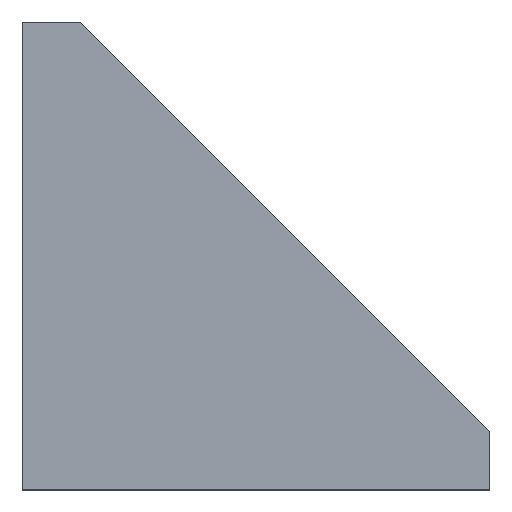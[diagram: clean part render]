
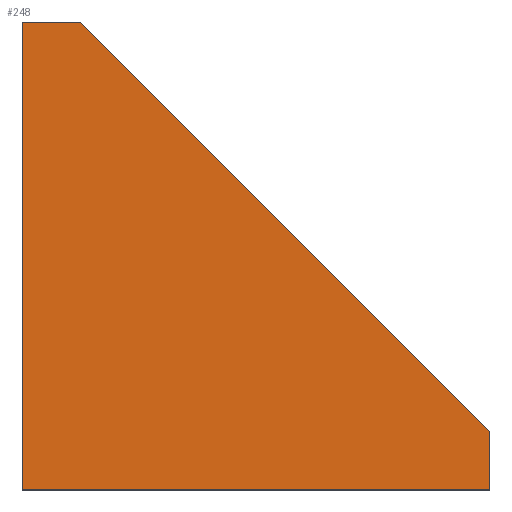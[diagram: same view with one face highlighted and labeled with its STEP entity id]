
A CAD part, top view. The second image highlights one B-rep face of the part: STEP entity #248.
In plain terms, the highlighted planar face has unit normal (0, 0, 1).
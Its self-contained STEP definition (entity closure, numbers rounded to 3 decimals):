
#40=FACE_OUTER_BOUND('',#60,.T.);
#60=EDGE_LOOP('',(#218,#219,#220,#221,#222));
#71=LINE('',#358,#97);
#74=LINE('',#363,#100);
#76=LINE('',#367,#102);
#78=LINE('',#373,#104);
#80=LINE('',#378,#106);
#97=VECTOR('',#287,49.497);
#100=VECTOR('',#292,5.);
#102=VECTOR('',#296,40.);
#104=VECTOR('',#302,40.);
#106=VECTOR('',#308,5.);
#122=VERTEX_POINT('',#355);
#123=VERTEX_POINT('',#357);
#124=VERTEX_POINT('',#362);
#125=VERTEX_POINT('',#366);
#127=VERTEX_POINT('',#372);
#143=EDGE_CURVE('',#122,#123,#71,.T.);
#146=EDGE_CURVE('',#124,#123,#74,.T.);
#148=EDGE_CURVE('',#125,#124,#76,.T.);
#151=EDGE_CURVE('',#127,#125,#78,.T.);
#154=EDGE_CURVE('',#122,#127,#80,.T.);
#218=ORIENTED_EDGE('',*,*,#143,.F.);
#219=ORIENTED_EDGE('',*,*,#154,.T.);
#220=ORIENTED_EDGE('',*,*,#151,.T.);
#221=ORIENTED_EDGE('',*,*,#148,.T.);
#222=ORIENTED_EDGE('',*,*,#146,.T.);
#234=PLANE('',#268);
#248=ADVANCED_FACE('',(#40),#234,.T.);
#268=AXIS2_PLACEMENT_3D('',#397,#331,#332);
#287=DIRECTION('',(0.707,-0.707,0.));
#292=DIRECTION('',(0.,1.,0.));
#296=DIRECTION('',(1.,0.,0.));
#302=DIRECTION('',(0.,-1.,0.));
#308=DIRECTION('',(-1.,0.,0.));
#331=DIRECTION('center_axis',(0.,0.,1.));
#332=DIRECTION('ref_axis',(1.,0.,0.));
#355=CARTESIAN_POINT('',(-15.,20.,12.5));
#357=CARTESIAN_POINT('',(20.,-15.,12.5));
#358=CARTESIAN_POINT('',(-15.,20.,12.5));
#362=CARTESIAN_POINT('',(20.,-20.,12.5));
#363=CARTESIAN_POINT('',(20.,-20.,12.5));
#366=CARTESIAN_POINT('',(-20.,-20.,12.5));
#367=CARTESIAN_POINT('',(-20.,-20.,12.5));
#372=CARTESIAN_POINT('',(-20.,20.,12.5));
#373=CARTESIAN_POINT('',(-20.,20.,12.5));
#378=CARTESIAN_POINT('',(-15.,20.,12.5));
#397=CARTESIAN_POINT('Origin',(0.,0.,12.5));
